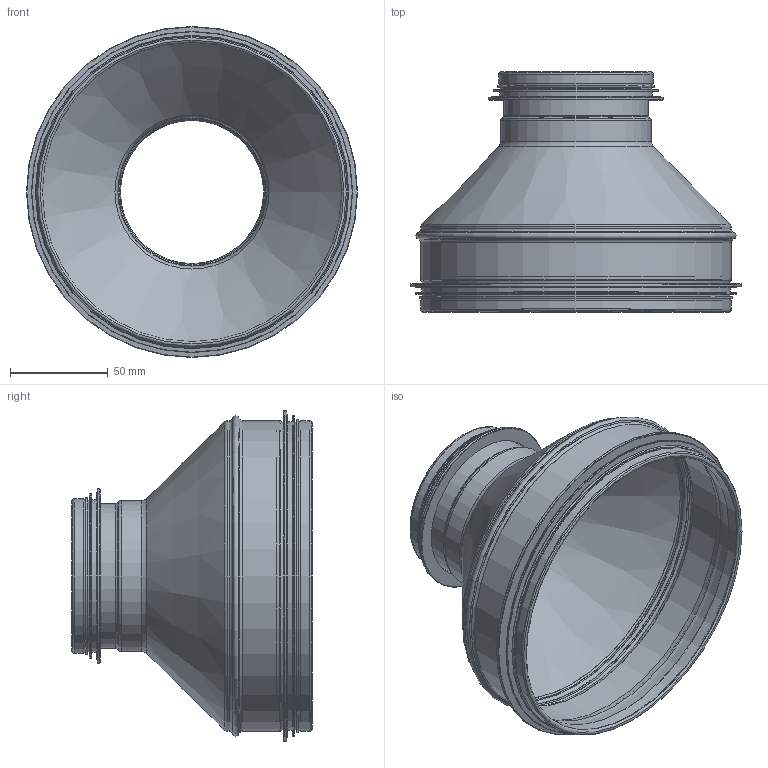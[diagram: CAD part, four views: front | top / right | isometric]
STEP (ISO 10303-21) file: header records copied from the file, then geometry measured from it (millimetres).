
FILE_DESCRIPTION((''),'2;1');
FILE_NAME('HFC_05-02.stp','2014-02-19T13:42:06',(''),(''),'Autodesk Inventor 2013','Autodesk Inventor 2013','');
FILE_SCHEMA(('AUTOMOTIVE_DESIGN { 1 2 10303 214 0 1 1 1 }'));
Length unit declared in the file: millimetre
Products named in the file (4): HFC_05-02; HFC_Rörämne-05-02; 999005; 999002
Assembly tree (3 placements, depth 2):
  HFC_05-02
    HFC_Rörämne-05-02
    999005
    999002
Bounding box: 169.4 x 123 x 169.4 mm (x, y, z)
Volume: 54838.3 mm3; surface area: 155282.7 mm2
Topology: 3 solids, 3 shells, 83 faces, 158 edges, 87 vertices
Faces by surface type: torus 31, cylinder 26, cone 14, plane 12
Full cylindrical faces by diameter (mm): 73.25 x1, 74.25 x1, 75.45 x1, 76.25 x1, 77.25 x1, 78.05 x4, 79.05 x1, 84.45 x1, 89.45 x1, 153.2 x1, 154.2 x1, 155.4 x1, 158 x6, 159 x3, 164.4 x1, 169.4 x1
Entity records: 1842 total; most frequent: DIRECTION 346, CARTESIAN_POINT 256, AXIS2_PLACEMENT_3D 173, ORIENTED_EDGE 166, EDGE_LOOP 166, VERTEX_POINT 83, CIRCLE 83, EDGE_CURVE 83
